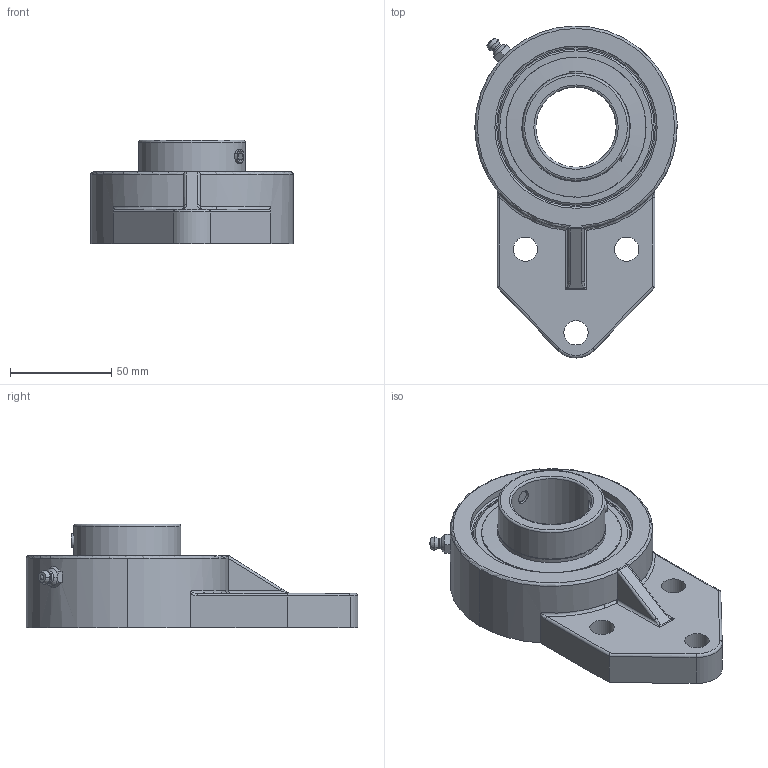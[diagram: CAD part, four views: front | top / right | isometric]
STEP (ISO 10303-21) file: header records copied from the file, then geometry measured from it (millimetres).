
FILE_DESCRIPTION(('HOOPS Exchange Step'),'2;1');
FILE_NAME('export-3238A5C0-A6A0-412D-9A9C-DE13139FF9CB.stp','2019-12-12T16:40:37+16:00',('ibuslach'),('Alibre'),'HOOPS Exchange 2019.2','Alibre','Unknown authorisation');
FILE_SCHEMA( ('AP242_MANAGED_MODEL_BASED_3D_ENGINEERING_MIM_LF {1 0 10303 442 1 1 4 }') );
Length unit declared in the file: centimetre
Products named in the file (7): UCP ZERK 6mm; MRN SFB 208; SUC 208-25 RACES; SUC 208 SHIELD; SUC 208 SS; MRN SUC 208-25; MRN SUCFB 208-25
Assembly tree (8 placements, depth 3):
  MRN SUCFB 208-25
    UCP ZERK 6mm
    MRN SFB 208
    MRN SUC 208-25
      SUC 208-25 RACES
      SUC 208 SHIELD  x2
      SUC 208 SS  x2
Bounding box: 99.99 x 164 x 51.2 mm (x, y, z)
Volume: 237017.7 mm3; surface area: 74900.7 mm2
Topology: 8 solids, 8 shells, 160 faces, 414 edges, 265 vertices
Faces by surface type: plane 54, cylinder 51, cone 18, torus 18, bspline 10, sphere 9
Full cylindrical faces by diameter (mm): 1.505 x2, 6 x2, 6.782 x4, 12 x3, 39.688 x1, 52.832 x3, 53.594 x2, 69.215 x3, 80.195 x1, 84.195 x1
Entity records: 8468 total; most frequent: CARTESIAN_POINT 4791, DIRECTION 763, ORIENTED_EDGE 722, EDGE_CURVE 361, AXIS2_PLACEMENT_3D 319, VERTEX_POINT 234, EDGE_LOOP 169, FACE_BOUND 169
